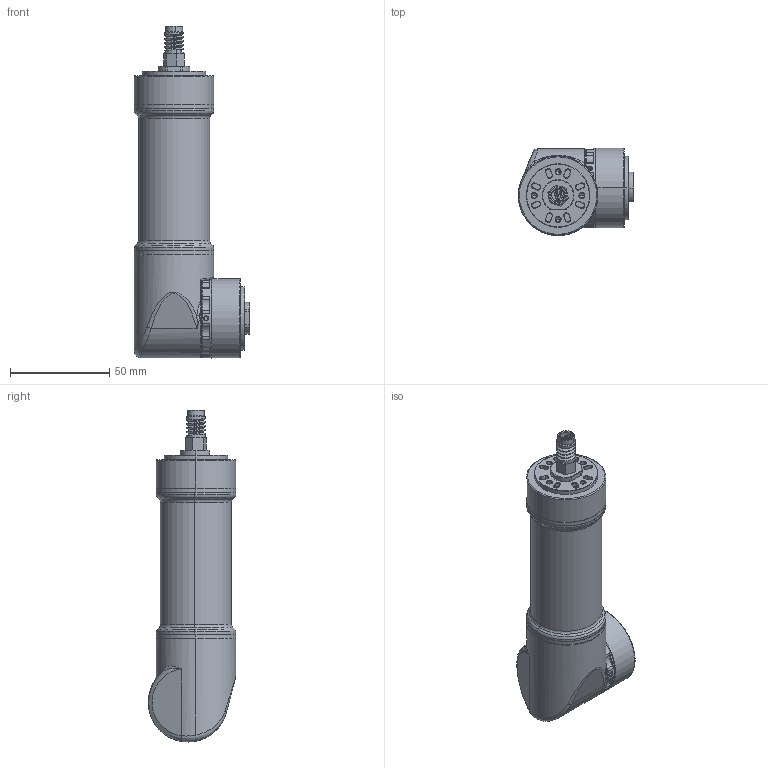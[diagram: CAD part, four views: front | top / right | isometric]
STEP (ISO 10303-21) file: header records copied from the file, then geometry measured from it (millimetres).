
FILE_DESCRIPTION (( 'STEP AP214' ), '1' );
FILE_NAME ('RS1-1400.STEP', '2018-11-15T23:37:20', ( 'Michael Bailey' ), ( '' ), 'SwSTEP 2.0', 'SolidWorks 2016', '' );
FILE_SCHEMA (( 'AUTOMOTIVE_DESIGN' ));
Length unit declared in the file: millimetre
Products named in the file (7): RS1-221-Defeatured; RS1-209-Defeatured; RS1-222-Defeatured_Short; HUMG-BCR-SAE; GPRM-3640-2mm; RS1-223-Defeatured; RS1-1400
Assembly tree (8 placements, depth 2):
  RS1-1400
    RS1-223-Defeatured  x2
    GPRM-3640-2mm  x2
    HUMG-BCR-SAE
    RS1-222-Defeatured_Short
    RS1-209-Defeatured
    RS1-221-Defeatured
Bounding box: 58.05 x 44 x 167.17 mm (x, y, z)
Volume: 197493 mm3; surface area: 39586 mm2
Topology: 9 solids, 9 shells, 688 faces, 1578 edges, 945 vertices
Faces by surface type: cylinder 258, plane 195, cone 170, torus 42, bspline 23
Entity records: 18268 total; most frequent: CARTESIAN_POINT 6580, DIRECTION 2495, ORIENTED_EDGE 2268, EDGE_CURVE 1134, AXIS2_PLACEMENT_3D 1008, VERTEX_POINT 689, EDGE_LOOP 535, CIRCLE 524
